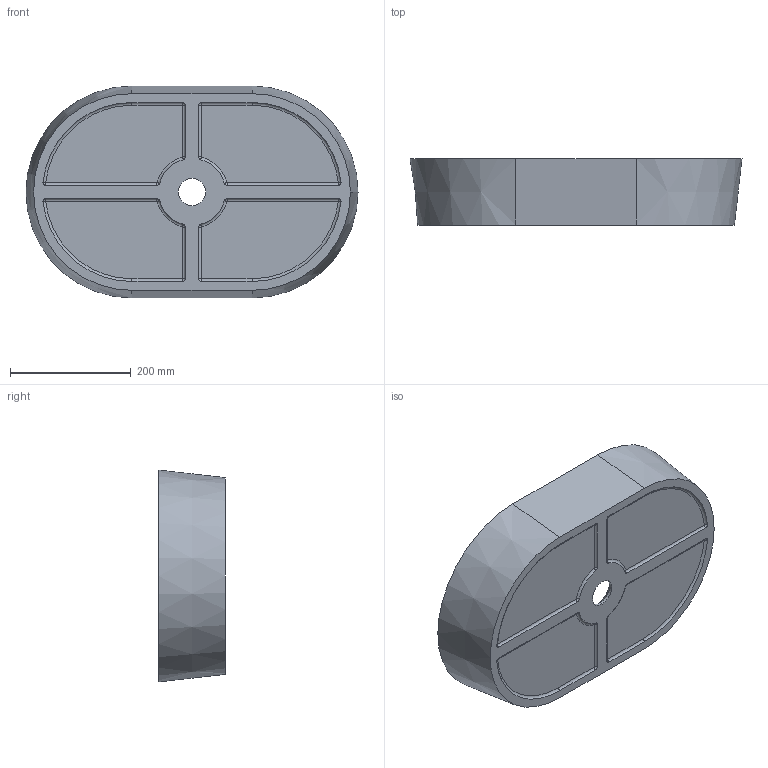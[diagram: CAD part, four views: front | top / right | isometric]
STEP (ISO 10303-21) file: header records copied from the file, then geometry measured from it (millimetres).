
FILE_DESCRIPTION (( 'STEP AP214' ), '1' );
FILE_NAME ('Sorrento 550c.STEP', '2019-12-04T11:07:24', ( '' ), ( '' ), 'SwSTEP 2.0', 'SolidWorks 2018', '' );
FILE_SCHEMA (( 'AUTOMOTIVE_DESIGN' ));
Length unit declared in the file: millimetre
Products named in the file (1): Sorrento 550c
Bounding box: 550 x 110 x 351 mm (x, y, z)
Volume: 4441625.9 mm3; surface area: 577460.5 mm2
Topology: 1 solids, 1 shells, 77 faces, 188 edges, 101 vertices
Faces by surface type: cylinder 18, torus 16, sphere 16, plane 13, bspline 9, cone 5
Entity records: 4205 total; most frequent: CARTESIAN_POINT 2445, DIRECTION 398, ORIENTED_EDGE 344, AXIS2_PLACEMENT_3D 176, EDGE_CURVE 172, CIRCLE 107, VERTEX_POINT 101, EDGE_LOOP 83
